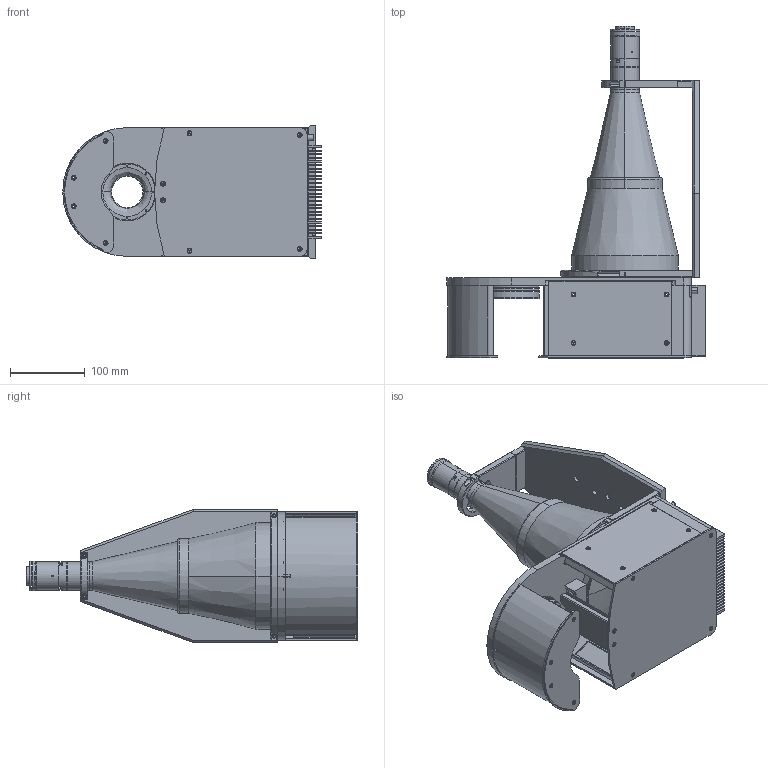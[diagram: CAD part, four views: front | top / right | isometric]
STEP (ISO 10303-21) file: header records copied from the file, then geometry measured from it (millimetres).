
FILE_DESCRIPTION (( 'STEP AP203' ), '1' );
FILE_NAME ('DP29849_TCCAGE3MHR096-C.step', '2020-02-24T14:06:15', ( '' ), ( '' ), 'SwSTEP 2.0', 'SolidWorks 2020', '' );
FILE_SCHEMA (( 'CONFIG_CONTROL_DESIGN' ));
Length unit declared in the file: millimetre
Products named in the file (1): DP29849_TCCAGE3MHR096-C
Bounding box: 346.95 x 445.48 x 179 mm (x, y, z)
Surface area: 718627.2 mm2 (no closed solid volume)
Topology: 0 solids, 122 shells, 933 faces, 3246 edges, 2420 vertices
Faces by surface type: plane 497, cylinder 316, torus 68, cone 48, bspline 2, sphere 2
Entity records: 35991 total; most frequent: CARTESIAN_POINT 7274, DIRECTION 6260, ORIENTED_EDGE 4931, EDGE_CURVE 3246, VERTEX_POINT 2420, AXIS2_PLACEMENT_3D 2145, LINE 1970, VECTOR 1970
